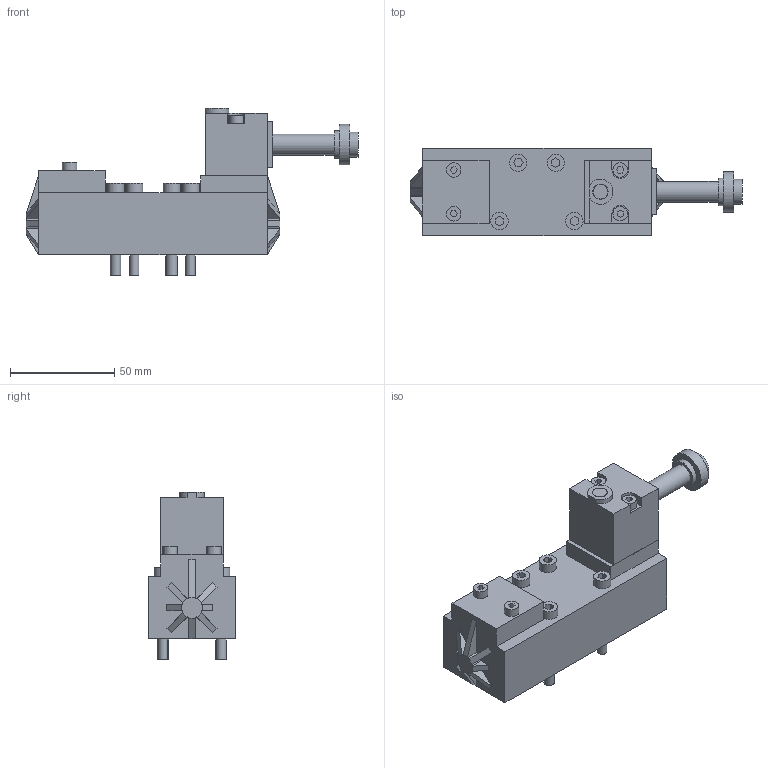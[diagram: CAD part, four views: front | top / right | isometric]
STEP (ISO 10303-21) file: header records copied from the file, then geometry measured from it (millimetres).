
FILE_DESCRIPTION((''),'2;1');
FILE_NAME('1011_52_3_9.M_.stp','2013-10-11T14:08:33',('airolcr1'),(''),'Autodesk Inventor 2013','Autodesk Inventor 2013','');
FILE_SCHEMA(('AUTOMOTIVE_DESIGN { 1 0 10303 214 1 1 1 1 }'));
Length unit declared in the file: millimetre
Products named in the file (3): Assieme3; 1011_52_3_9; M__
Assembly tree (2 placements, depth 2):
  Assieme3
    1011_52_3_9
    M__
Bounding box: 159.5 x 42 x 80.5 mm (x, y, z)
Volume: 193339.3 mm3; surface area: 31777.2 mm2
Topology: 2 solids, 2 shells, 202 faces, 495 edges, 328 vertices
Faces by surface type: plane 161, cylinder 41
Full cylindrical faces by diameter (mm): 3.3 x2, 4 x2, 4.486 x1, 4.497 x1, 5 x1, 5.543 x1, 7 x5, 7.3 x1, 8.3 x4, 10 x1, 12 x1, 13.3 x1, 19.5 x1
Entity records: 5979 total; most frequent: CARTESIAN_POINT 1008, DIRECTION 969, ORIENTED_EDGE 946, EDGE_CURVE 473, VECTOR 391, LINE 391, VERTEX_POINT 328, AXIS2_PLACEMENT_3D 289
